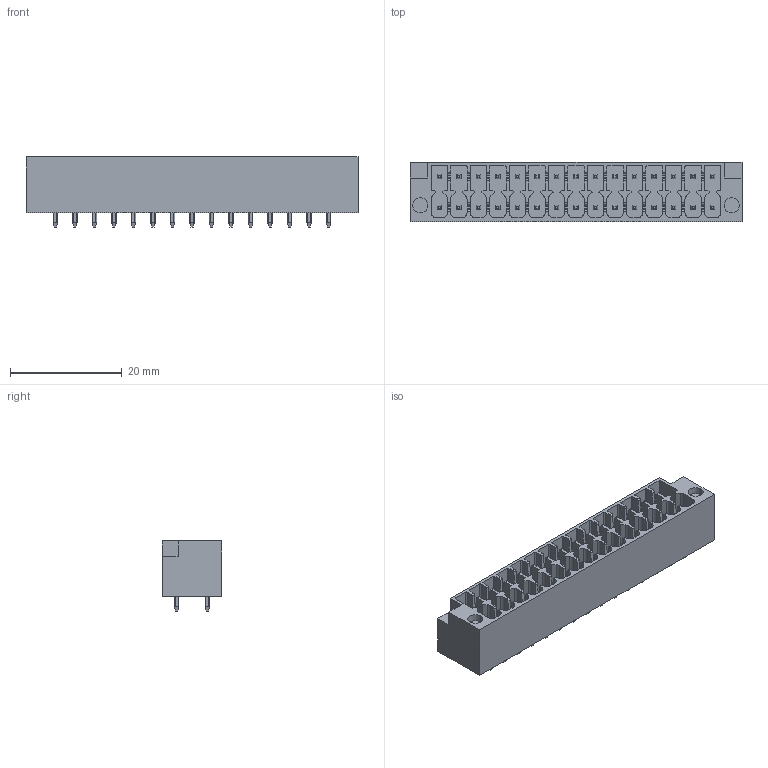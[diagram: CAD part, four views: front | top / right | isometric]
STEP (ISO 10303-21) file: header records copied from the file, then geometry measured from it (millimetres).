
FILE_DESCRIPTION((''),'2;1');
FILE_NAME('TLPHDW-010V','2024-09-18T10:36:01',('tluser'),(''),'CREO PARAMETRIC BY PTC INC, 2018100','CREO PARAMETRIC BY PTC INC, 2018100','');
FILE_SCHEMA(('CONFIG_CONTROL_DESIGN'));
Length unit declared in the file: millimetre
Products named in the file (1): TLPHDW-010V
Bounding box: 59.5 x 10.6 x 12.6 mm (x, y, z)
Volume: 4165.2 mm3; surface area: 5228.3 mm2
Topology: 1 solids, 1 shells, 1323 faces, 3774 edges, 2516 vertices
Faces by surface type: plane 847, cylinder 476
Entity records: 43788 total; most frequent: CARTESIAN_POINT 9443, ORIENTED_EDGE 7548, DIRECTION 6652, EDGE_CURVE 3774, VECTOR 2582, LINE 2582, VERTEX_POINT 2516, AXIS2_PLACEMENT_3D 2035
